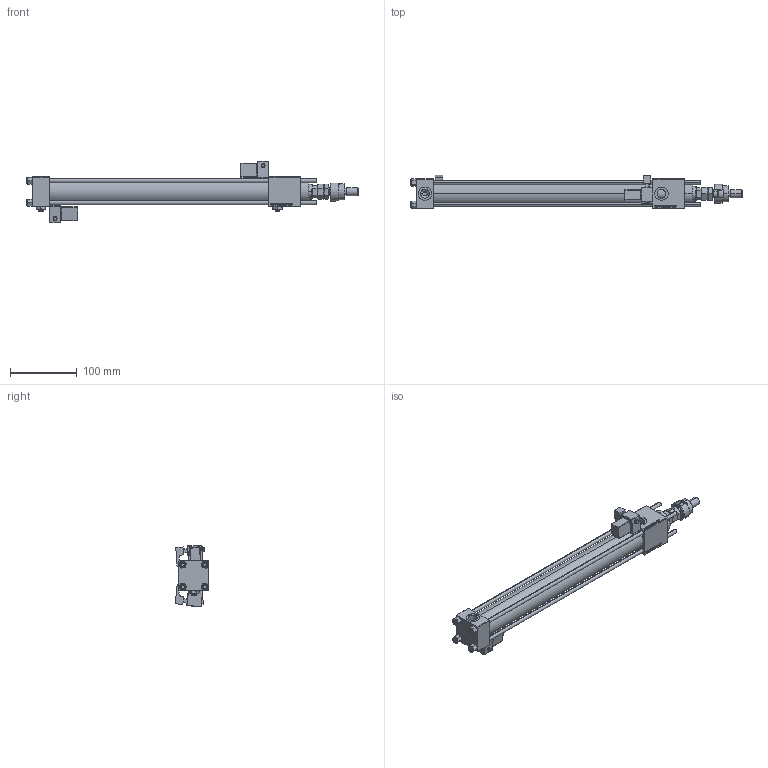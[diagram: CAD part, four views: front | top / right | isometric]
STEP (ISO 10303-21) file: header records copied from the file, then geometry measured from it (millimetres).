
FILE_DESCRIPTION (( 'STEP AP203' ), '1' );
FILE_NAME ('b297.STEP', '2022-04-14T19:14:55', ( '' ), ( '' ), 'SwSTEP 2.0', 'SolidWorks 2019', '' );
FILE_SCHEMA (( 'CONFIG_CONTROL_DESIGN' ));
Length unit declared in the file: millimetre
Products named in the file (11): DFA 46ae69abccd6c63e2a870cbde9afcf64; MFA 46ae69abccd6c63e2a870cbde9afcf64; FEMALE_PART_FOR_DFA 46ae69abccd6c63e2a870cbde9afcf64; NUT_M5_B 46ae69abccd6c63e2a870cbde9afcf64; Zatka_pro_OIL_PORT 46ae69abccd6c63e2a870cbde9afcf64; V215CR_MSU 46ae69abccd6c63e2a870cbde9afcf64; V215CR_B_TYCINKA 46ae69abccd6c63e2a870cbde9afcf64; b297; V215CR_VCP_B 46ae69abccd6c63e2a870cbde9afcf64; V215_VC_A 46ae69abccd6c63e2a870cbde9afcf64; V215CR_B-1 46ae69abccd6c63e2a870cbde9afcf64
Assembly tree (18 placements, depth 3):
  b297
    V215CR_B-1 46ae69abccd6c63e2a870cbde9afcf64
    V215CR_VCP_B 46ae69abccd6c63e2a870cbde9afcf64
    NUT_M5_B 46ae69abccd6c63e2a870cbde9afcf64  x4
    V215CR_B_TYCINKA 46ae69abccd6c63e2a870cbde9afcf64  x4
    V215_VC_A 46ae69abccd6c63e2a870cbde9afcf64
    DFA 46ae69abccd6c63e2a870cbde9afcf64
      FEMALE_PART_FOR_DFA 46ae69abccd6c63e2a870cbde9afcf64
      MFA 46ae69abccd6c63e2a870cbde9afcf64
    V215CR_MSU 46ae69abccd6c63e2a870cbde9afcf64  x2
    Zatka_pro_OIL_PORT 46ae69abccd6c63e2a870cbde9afcf64  x2
Bounding box: 499 x 50.4 x 93.13 mm (x, y, z)
Volume: 501785.5 mm3; surface area: 199790.4 mm2
Topology: 17 solids, 17 shells, 1499 faces, 3722 edges, 2351 vertices
Faces by surface type: plane 568, bspline 504, cone 218, cylinder 161, torus 24, sphere 24
Entity records: 63929 total; most frequent: CARTESIAN_POINT 35766, ORIENTED_EDGE 6350, DIRECTION 3939, EDGE_CURVE 3175, VERTEX_POINT 2049, LINE 1657, VECTOR 1657, EDGE_LOOP 1394
